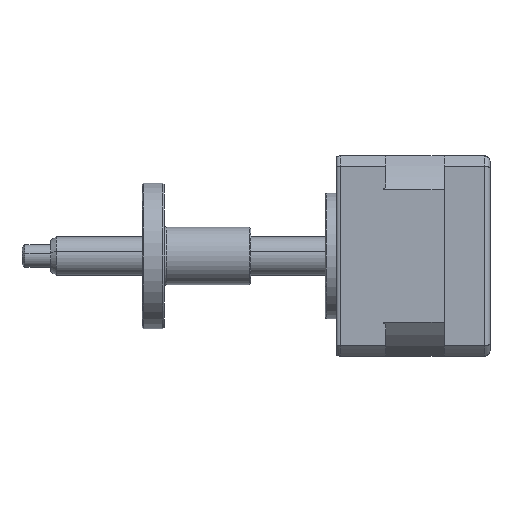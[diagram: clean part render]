
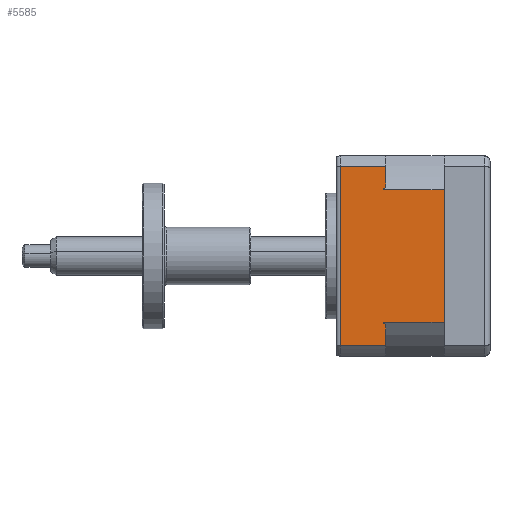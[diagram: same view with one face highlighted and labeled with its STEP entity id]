
A CAD part, left-side view. The second image highlights one B-rep face of the part: STEP entity #5585.
In plain terms, the highlighted planar face has unit normal (-1, 0, 0).
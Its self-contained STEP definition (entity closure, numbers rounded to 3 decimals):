
#159 = CARTESIAN_POINT ( 'NONE',  ( -68.725, 22.279, 34.684 ) ) ;
#164 = ORIENTED_EDGE ( 'NONE', *, *, #1859, .T. ) ;
#196 = DIRECTION ( 'NONE',  ( 1., 0., 0. ) ) ;
#201 = LINE ( 'NONE', #4519, #7877 ) ;
#312 = CARTESIAN_POINT ( 'NONE',  ( -68.725, 12.029, 30.608 ) ) ;
#538 = CARTESIAN_POINT ( 'NONE',  ( -68.725, 22.279, 31.021 ) ) ;
#756 = DIRECTION ( 'NONE',  ( 0., 1., 0. ) ) ;
#783 = CARTESIAN_POINT ( 'NONE',  ( -68.725, 12.029, 7.392 ) ) ;
#785 = ORIENTED_EDGE ( 'NONE', *, *, #8784, .T. ) ;
#788 = CARTESIAN_POINT ( 'NONE',  ( -68.725, 22.279, 6.979 ) ) ;
#875 = DIRECTION ( 'NONE',  ( 0., 0., -1. ) ) ;
#1018 = EDGE_CURVE ( 'NONE', #4850, #5450, #201, .T. ) ;
#1024 = VERTEX_POINT ( 'NONE', #8281 ) ;
#1121 = CARTESIAN_POINT ( 'NONE',  ( -68.725, 22.279, 34.684 ) ) ;
#1147 = DIRECTION ( 'NONE',  ( 0., 1., 0. ) ) ;
#1461 = LINE ( 'NONE', #2385, #2657 ) ;
#1588 = CARTESIAN_POINT ( 'NONE',  ( -68.725, 22.679, 7.392 ) ) ;
#1776 = CARTESIAN_POINT ( 'NONE',  ( -68.725, 22.279, 6.979 ) ) ;
#1859 = EDGE_CURVE ( 'NONE', #6969, #6835, #3960, .T. ) ;
#1872 = DIRECTION ( 'NONE',  ( 0., 0., -1. ) ) ;
#1902 = VECTOR ( 'NONE', #1147, 1000. ) ;
#1906 = FACE_OUTER_BOUND ( 'NONE', #9905, .T. ) ;
#2012 = LINE ( 'NONE', #312, #1902 ) ;
#2066 = EDGE_CURVE ( 'NONE', #6113, #5182, #5101, .T. ) ;
#2169 = ORIENTED_EDGE ( 'NONE', *, *, #4823, .F. ) ;
#2340 = B_SPLINE_CURVE_WITH_KNOTS ( 'NONE', 3,
 ( #2398, #4652, #3907, #9234 ),
 .UNSPECIFIED., .F., .F.,
 ( 4, 4 ),
 ( 0.051, 0.052 ),
 .UNSPECIFIED. ) ;
#2385 = CARTESIAN_POINT ( 'NONE',  ( -68.725, 22.279, 34.684 ) ) ;
#2398 = CARTESIAN_POINT ( 'NONE',  ( -68.725, 22.679, 30.608 ) ) ;
#2533 = PLANE ( 'NONE',  #5965 ) ;
#2657 = VECTOR ( 'NONE', #875, 1000. ) ;
#2777 = ORIENTED_EDGE ( 'NONE', *, *, #1018, .F. ) ;
#2911 = CARTESIAN_POINT ( 'NONE',  ( -68.725, 22.679, 7.392 ) ) ;
#3157 = EDGE_CURVE ( 'NONE', #7372, #6113, #4005, .T. ) ;
#3374 = EDGE_CURVE ( 'NONE', #4850, #1024, #2012, .T. ) ;
#3656 = CARTESIAN_POINT ( 'NONE',  ( -68.725, 22.279, 3.316 ) ) ;
#3766 = CARTESIAN_POINT ( 'NONE',  ( -68.725, 30.179, 34.684 ) ) ;
#3907 = CARTESIAN_POINT ( 'NONE',  ( -68.725, 22.413, 30.884 ) ) ;
#3960 = B_SPLINE_CURVE_WITH_KNOTS ( 'NONE', 3,
 ( #1776, #7070, #8722, #1588 ),
 .UNSPECIFIED., .F., .F.,
 ( 4, 4 ),
 ( 0.024, 0.025 ),
 .UNSPECIFIED. ) ;
#4005 = LINE ( 'NONE', #6060, #4144 ) ;
#4144 = VECTOR ( 'NONE', #756, 1000. ) ;
#4519 = CARTESIAN_POINT ( 'NONE',  ( -68.725, 12.029, 7.392 ) ) ;
#4652 = CARTESIAN_POINT ( 'NONE',  ( -68.725, 22.546, 30.747 ) ) ;
#4823 = EDGE_CURVE ( 'NONE', #9627, #5182, #8680, .T. ) ;
#4850 = VERTEX_POINT ( 'NONE', #7517 ) ;
#5101 = LINE ( 'NONE', #5165, #5984 ) ;
#5140 = EDGE_CURVE ( 'NONE', #7372, #5345, #5782, .T. ) ;
#5165 = CARTESIAN_POINT ( 'NONE',  ( -68.725, 30.179, 3.316 ) ) ;
#5182 = VERTEX_POINT ( 'NONE', #9512 ) ;
#5345 = VERTEX_POINT ( 'NONE', #538 ) ;
#5450 = VERTEX_POINT ( 'NONE', #783 ) ;
#5558 = DIRECTION ( 'NONE',  ( 0., 0., 1. ) ) ;
#5561 = CARTESIAN_POINT ( 'NONE',  ( -68.725, 12.029, 7.392 ) ) ;
#5585 = ADVANCED_FACE ( 'NONE', ( #1906 ), #2533, .F. ) ;
#5746 = ORIENTED_EDGE ( 'NONE', *, *, #3374, .T. ) ;
#5782 = LINE ( 'NONE', #1121, #5788 ) ;
#5788 = VECTOR ( 'NONE', #1872, 1000. ) ;
#5965 = AXIS2_PLACEMENT_3D ( 'NONE', #7059, #196, #5558 ) ;
#5984 = VECTOR ( 'NONE', #6557, 1000. ) ;
#6060 = CARTESIAN_POINT ( 'NONE',  ( -68.725, 22.279, 34.684 ) ) ;
#6113 = VERTEX_POINT ( 'NONE', #3766 ) ;
#6552 = ORIENTED_EDGE ( 'NONE', *, *, #3157, .T. ) ;
#6557 = DIRECTION ( 'NONE',  ( 0., 0., -1. ) ) ;
#6726 = ORIENTED_EDGE ( 'NONE', *, *, #7413, .F. ) ;
#6835 = VERTEX_POINT ( 'NONE', #2911 ) ;
#6969 = VERTEX_POINT ( 'NONE', #788 ) ;
#7059 = CARTESIAN_POINT ( 'NONE',  ( -68.725, 12.029, 7.392 ) ) ;
#7070 = CARTESIAN_POINT ( 'NONE',  ( -68.725, 22.413, 7.116 ) ) ;
#7095 = DIRECTION ( 'NONE',  ( 0., 1., 0. ) ) ;
#7372 = VERTEX_POINT ( 'NONE', #159 ) ;
#7413 = EDGE_CURVE ( 'NONE', #5450, #6835, #8938, .T. ) ;
#7517 = CARTESIAN_POINT ( 'NONE',  ( -68.725, 12.029, 30.608 ) ) ;
#7829 = ORIENTED_EDGE ( 'NONE', *, *, #9344, .F. ) ;
#7877 = VECTOR ( 'NONE', #8777, 1000. ) ;
#8026 = CARTESIAN_POINT ( 'NONE',  ( -68.725, 22.279, 3.316 ) ) ;
#8028 = ORIENTED_EDGE ( 'NONE', *, *, #5140, .F. ) ;
#8281 = CARTESIAN_POINT ( 'NONE',  ( -68.725, 22.679, 30.608 ) ) ;
#8557 = VECTOR ( 'NONE', #9018, 1000. ) ;
#8680 = LINE ( 'NONE', #3656, #8557 ) ;
#8722 = CARTESIAN_POINT ( 'NONE',  ( -68.725, 22.546, 7.253 ) ) ;
#8777 = DIRECTION ( 'NONE',  ( 0., 0., -1. ) ) ;
#8784 = EDGE_CURVE ( 'NONE', #1024, #5345, #2340, .T. ) ;
#8908 = VECTOR ( 'NONE', #7095, 1000. ) ;
#8938 = LINE ( 'NONE', #5561, #8908 ) ;
#9000 = ORIENTED_EDGE ( 'NONE', *, *, #2066, .T. ) ;
#9018 = DIRECTION ( 'NONE',  ( 0., 1., 0. ) ) ;
#9234 = CARTESIAN_POINT ( 'NONE',  ( -68.725, 22.279, 31.021 ) ) ;
#9344 = EDGE_CURVE ( 'NONE', #6969, #9627, #1461, .T. ) ;
#9512 = CARTESIAN_POINT ( 'NONE',  ( -68.725, 30.179, 3.316 ) ) ;
#9627 = VERTEX_POINT ( 'NONE', #8026 ) ;
#9905 = EDGE_LOOP ( 'NONE', ( #5746, #785, #8028, #6552, #9000, #2169, #7829, #164, #6726, #2777 ) ) ;
